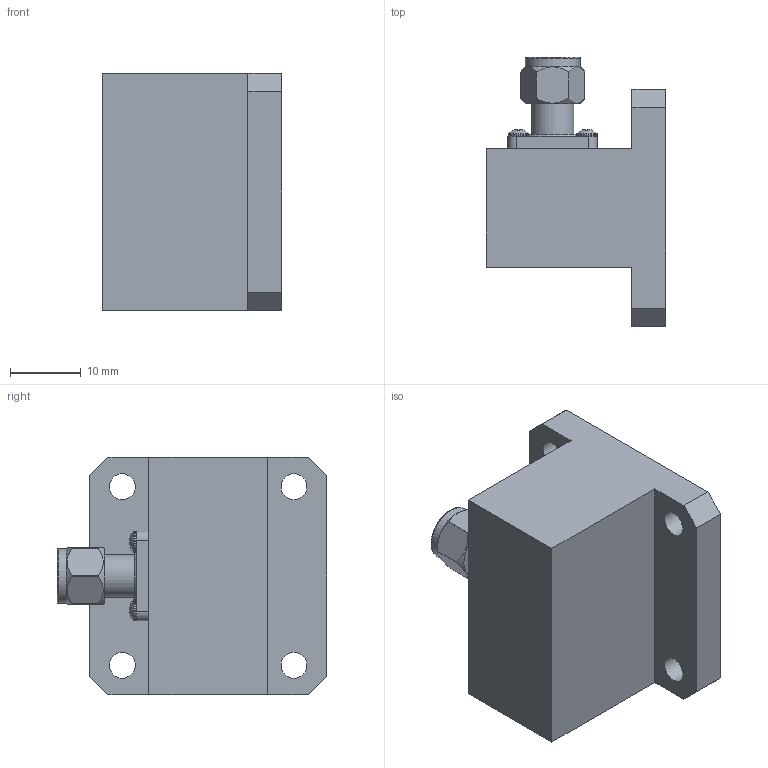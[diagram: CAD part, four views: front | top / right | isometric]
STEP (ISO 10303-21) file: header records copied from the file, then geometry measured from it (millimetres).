
FILE_DESCRIPTION (( 'STEP AP203' ), '1' );
FILE_NAME ('FMWCA9809_3D.step', '2022-03-14T17:37:01', ( '' ), ( '' ), 'SwSTEP 2.0', 'SolidWorks 2021', '' );
FILE_SCHEMA (( 'CONFIG_CONTROL_DESIGN' ));
Length unit declared in the file: millimetre
Products named in the file (3): Copy of PE9809_SMA Male^FMWCA9809; Copy of PE9809^FMWCA9809; FMWCA9809_3D
Assembly tree (2 placements, depth 2):
  FMWCA9809_3D
    Copy of PE9809^FMWCA9809
    Copy of PE9809_SMA Male^FMWCA9809
Bounding box: 25.4 x 38.1 x 33.53 mm (x, y, z)
Volume: 14574.8 mm3; surface area: 7049.3 mm2
Topology: 6 solids, 6 shells, 296 faces, 836 edges, 560 vertices
Faces by surface type: cylinder 131, plane 130, bspline 18, torus 8, cone 5, sphere 4
Full cylindrical faces by diameter (mm): 0.94 x1, 1.016 x1, 2.946 x4, 3.67 x4, 3.704 x1, 4.064 x1, 5.996 x1, 6.35 x2, 7.772 x1
Entity records: 17621 total; most frequent: CARTESIAN_POINT 10614, ORIENTED_EDGE 1540, DIRECTION 1114, EDGE_CURVE 770, VERTEX_POINT 533, AXIS2_PLACEMENT_3D 389, EDGE_LOOP 349, VECTOR 336
